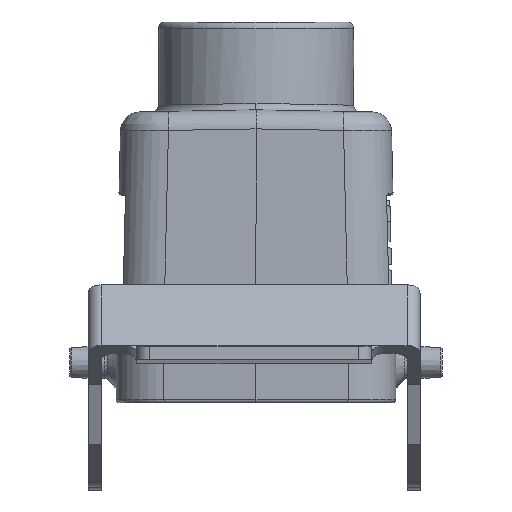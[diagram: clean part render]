
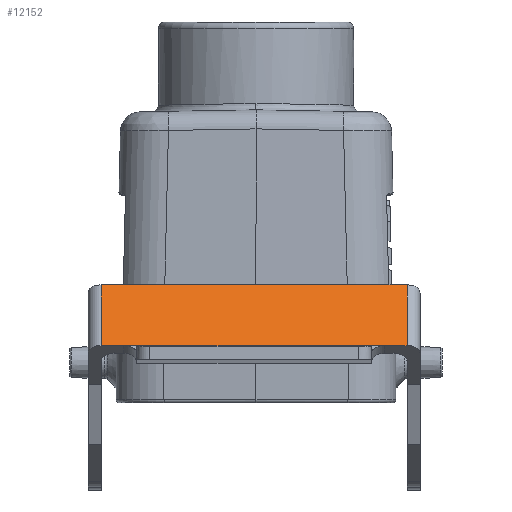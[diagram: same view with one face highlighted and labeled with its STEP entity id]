
A CAD part, left-side view. The second image highlights one B-rep face of the part: STEP entity #12152.
In plain terms, the highlighted face is planar.
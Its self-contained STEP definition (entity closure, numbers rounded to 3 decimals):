
#12010=CARTESIAN_POINT('',(27.125,6.684,-47.));
#12011=VERTEX_POINT('',#12010);
#12029=CARTESIAN_POINT('',(27.125,18.684,-47.));
#12030=VERTEX_POINT('',#12029);
#12038=CARTESIAN_POINT('',(27.125,18.684,-47.));
#12039=DIRECTION('',(0.0,-1.0,0.0));
#12040=VECTOR('',#12039,12.);
#12041=LINE('',#12038,#12040);
#12042=EDGE_CURVE('',#12030,#12011,#12041,.T.);
#12053=CARTESIAN_POINT('',(27.125,6.684,0.0));
#12054=VERTEX_POINT('',#12053);
#12055=CARTESIAN_POINT('',(27.125,6.684,-47.));
#12056=DIRECTION('',(0.0,0.0,1.0));
#12057=VECTOR('',#12056,47.);
#12058=LINE('',#12055,#12057);
#12059=EDGE_CURVE('',#12011,#12054,#12058,.T.);
#12113=CARTESIAN_POINT('',(27.125,12.684,-23.5));
#12114=DIRECTION('',(1.0,0.0,0.0));
#12115=DIRECTION('',(0.0,0.0,-1.0));
#12116=AXIS2_PLACEMENT_3D('',#12113,#12114,#12115);
#12117=PLANE('',#12116);
#12118=ORIENTED_EDGE('',*,*,#12042,.F.);
#12119=CARTESIAN_POINT('',(27.125,18.684,-43.5));
#12120=VERTEX_POINT('',#12119);
#12121=CARTESIAN_POINT('',(27.125,18.684,-43.5));
#12122=DIRECTION('',(0.0,0.0,-1.0));
#12123=VECTOR('',#12122,3.5);
#12124=LINE('',#12121,#12123);
#12125=EDGE_CURVE('',#12120,#12030,#12124,.T.);
#12126=ORIENTED_EDGE('',*,*,#12125,.F.);
#12127=CARTESIAN_POINT('',(27.125,18.684,-3.5));
#12128=VERTEX_POINT('',#12127);
#12129=CARTESIAN_POINT('',(27.125,18.684,-3.5));
#12130=DIRECTION('',(0.0,0.0,-1.0));
#12131=VECTOR('',#12130,40.);
#12132=LINE('',#12129,#12131);
#12133=EDGE_CURVE('',#12128,#12120,#12132,.T.);
#12134=ORIENTED_EDGE('',*,*,#12133,.F.);
#12135=CARTESIAN_POINT('',(27.125,18.684,0.0));
#12136=VERTEX_POINT('',#12135);
#12137=CARTESIAN_POINT('',(27.125,18.684,0.0));
#12138=DIRECTION('',(0.0,0.0,-1.0));
#12139=VECTOR('',#12138,3.5);
#12140=LINE('',#12137,#12139);
#12141=EDGE_CURVE('',#12136,#12128,#12140,.T.);
#12142=ORIENTED_EDGE('',*,*,#12141,.F.);
#12143=CARTESIAN_POINT('',(27.125,6.684,0.0));
#12144=DIRECTION('',(0.0,1.0,0.0));
#12145=VECTOR('',#12144,12.);
#12146=LINE('',#12143,#12145);
#12147=EDGE_CURVE('',#12054,#12136,#12146,.T.);
#12148=ORIENTED_EDGE('',*,*,#12147,.F.);
#12149=ORIENTED_EDGE('',*,*,#12059,.F.);
#12150=EDGE_LOOP('',(#12118,#12126,#12134,#12142,#12148,#12149));
#12151=FACE_OUTER_BOUND('',#12150,.T.);
#12152=ADVANCED_FACE('',(#12151),#12117,.T.);
